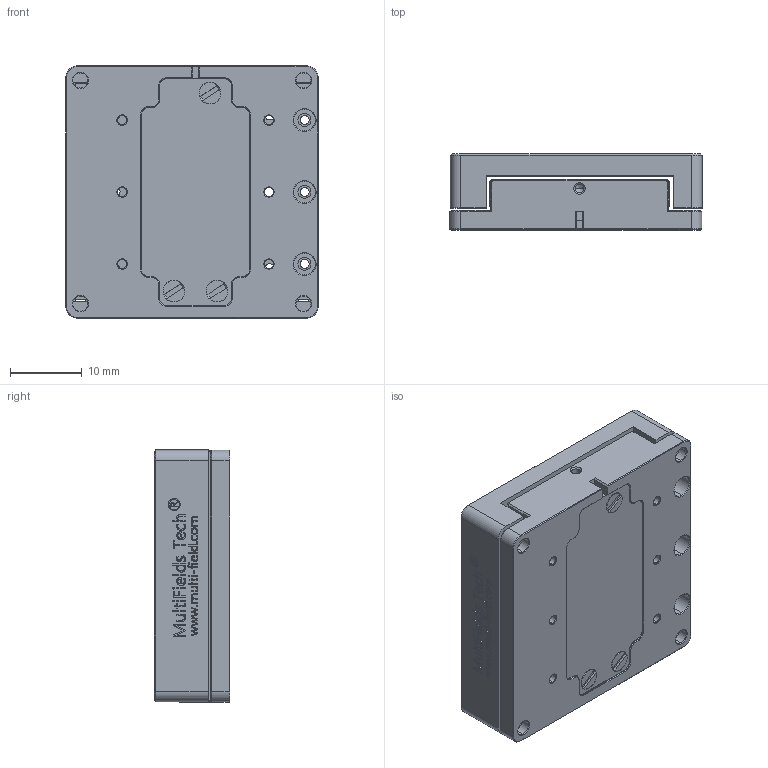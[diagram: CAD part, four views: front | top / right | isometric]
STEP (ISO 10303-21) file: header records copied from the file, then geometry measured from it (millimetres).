
FILE_DESCRIPTION (( 'STEP AP214' ), '1' );
FILE_NAME ('Linear35x-web.STEP', '2024-01-27T09:23:54', ( '' ), ( '' ), 'SwSTEP 2.0', 'SolidWorks 2020', '' );
FILE_SCHEMA (( 'AUTOMOTIVE_DESIGN' ));
Length unit declared in the file: millimetre
Products named in the file (1): Linear35x-web
Bounding box: 35.02 x 10.5 x 35.03 mm (x, y, z)
Volume: 9336.2 mm3; surface area: 10592.7 mm2
Topology: 11 solids, 11 shells, 1182 faces, 3111 edges, 2020 vertices
Faces by surface type: plane 623, bspline 256, cylinder 193, cone 110
Entity records: 61404 total; most frequent: CARTESIAN_POINT 20308, ORIENTED_EDGE 6202, DIRECTION 4920, EDGE_CURVE 3101, LINE 2072, VECTOR 2072, VERTEX_POINT 2020, AXIS2_PLACEMENT_3D 1424
